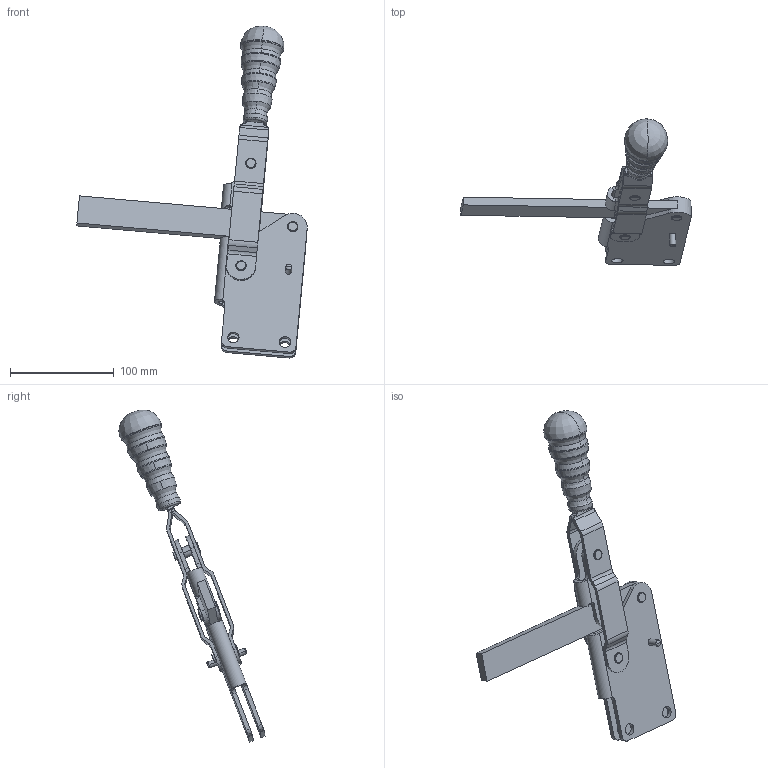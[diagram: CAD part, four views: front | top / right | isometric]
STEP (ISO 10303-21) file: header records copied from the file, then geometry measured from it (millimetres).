
FILE_DESCRIPTION((''),'2;1');
FILE_NAME('216F.1.stp','2005-08-29T15:28:44',('CAD'),(''),'Autodesk Inventor 8','Autodesk Inventor 8','');
FILE_SCHEMA(('AUTOMOTIVE_DESIGN { 1 0 10303 214 1 1 1 1 }'));
Length unit declared in the file: millimetre
Products named in the file (1): Part36
Bounding box: 222.04 x 140.85 x 319.99 mm (x, y, z)
Volume: 255211.3 mm3; surface area: 97615.6 mm2
Topology: 1 solids, 5 shells, 1162 faces, 3473 edges, 2110 vertices
Faces by surface type: plane 657, cone 308, cylinder 113, bspline 58, torus 24, sphere 2
Entity records: 41070 total; most frequent: CARTESIAN_POINT 10426, ORIENTED_EDGE 6922, DIRECTION 6409, EDGE_CURVE 3461, AXIS2_PLACEMENT_3D 2427, VERTEX_POINT 2110, VECTOR 1555, LINE 1555
